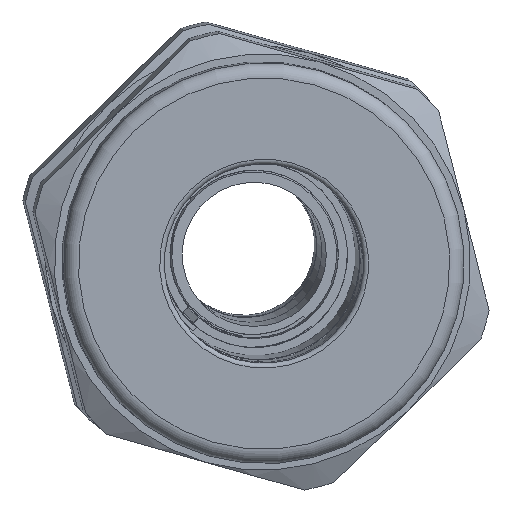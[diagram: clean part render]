
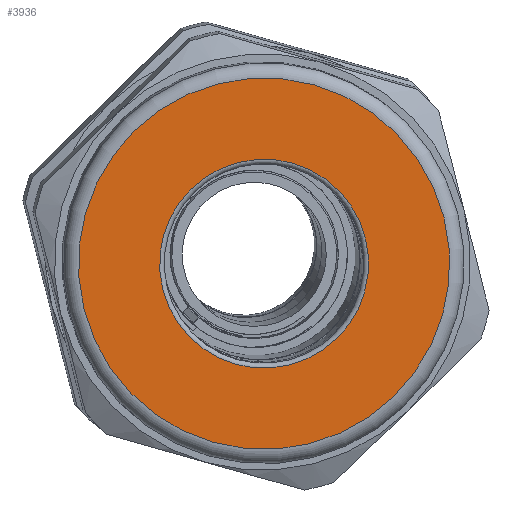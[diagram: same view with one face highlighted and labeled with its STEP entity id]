
A CAD part, left-side view. The second image highlights one B-rep face of the part: STEP entity #3936.
In plain terms, the highlighted face is planar.
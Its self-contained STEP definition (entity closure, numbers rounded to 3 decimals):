
#651=PLANE('',#4396);
#800=FACE_BOUND('',#1279,.T.);
#973=FACE_OUTER_BOUND('',#1278,.T.);
#1278=EDGE_LOOP('',(#3089));
#1279=EDGE_LOOP('',(#3090));
#1634=CIRCLE('',#4395,6.525);
#1635=CIRCLE('',#4397,11.6);
#1909=VERTEX_POINT('',#9474);
#1910=VERTEX_POINT('',#9477);
#2352=EDGE_CURVE('',#1909,#1909,#1634,.T.);
#2353=EDGE_CURVE('',#1910,#1910,#1635,.T.);
#3089=ORIENTED_EDGE('',*,*,#2353,.F.);
#3090=ORIENTED_EDGE('',*,*,#2352,.T.);
#3936=ADVANCED_FACE('',(#973,#800),#651,.T.);
#4395=AXIS2_PLACEMENT_3D('',#9475,#5125,#5126);
#4396=AXIS2_PLACEMENT_3D('',#9476,#5127,#5128);
#4397=AXIS2_PLACEMENT_3D('',#9478,#5129,#5130);
#5125=DIRECTION('center_axis',(1.,0.,0.));
#5126=DIRECTION('ref_axis',(0.,0.,-1.));
#5127=DIRECTION('center_axis',(-1.,0.,0.));
#5128=DIRECTION('ref_axis',(0.,0.,1.));
#5129=DIRECTION('center_axis',(1.,0.,0.));
#5130=DIRECTION('ref_axis',(0.,0.,-1.));
#9474=CARTESIAN_POINT('',(-13.12,6.525,0.));
#9475=CARTESIAN_POINT('Origin',(-13.12,0.,0.));
#9476=CARTESIAN_POINT('Origin',(-13.12,11.6,0.));
#9477=CARTESIAN_POINT('',(-13.12,11.6,0.));
#9478=CARTESIAN_POINT('Origin',(-13.12,0.,0.));
